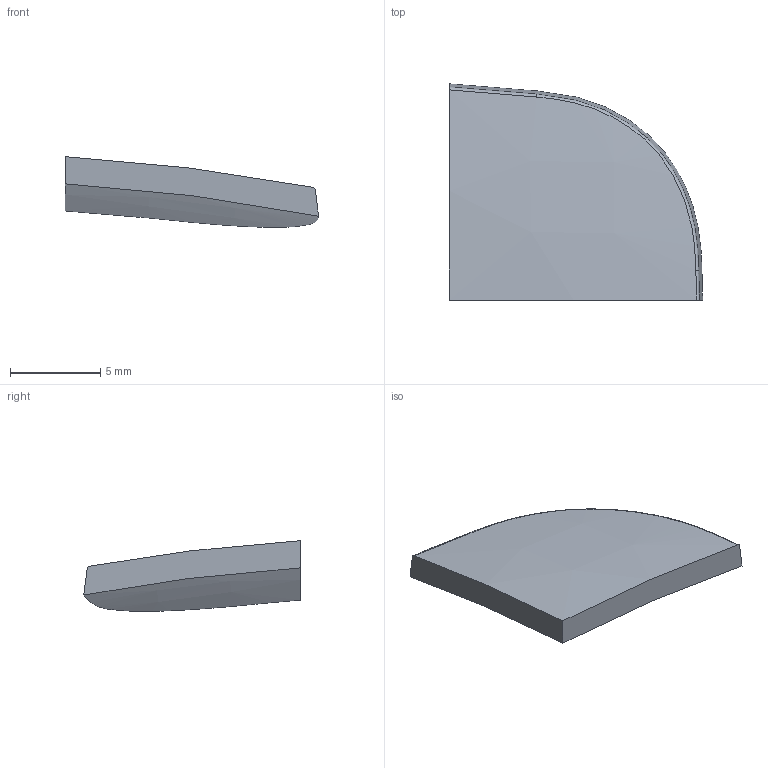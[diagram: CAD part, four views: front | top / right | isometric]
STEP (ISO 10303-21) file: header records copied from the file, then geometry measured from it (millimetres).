
FILE_DESCRIPTION(/* description */ (''),/* implementation_level */ '2;1');
FILE_NAME(/* name */ 'tangent-issue001.stp',/* time_stamp */ '2021-03-31T09:06:25+02:00',/* author */ (''),/* organization */ (''),/* preprocessor_version */ 'ST-DEVELOPER v18.1',/* originating_system */ 'SIEMENS PLM Software NX 1961',/* authorisation */ '');
FILE_SCHEMA (('AUTOMOTIVE_DESIGN { 1 0 10303 214 3 1 1 1 }'));
Length unit declared in the file: millimetre
Products named in the file (1): eobe4FF43E77tlxz
Bounding box: 14.02 x 11.98 x 3.91 mm (x, y, z)
Volume: 217 mm3; surface area: 362 mm2
Topology: 1 solids, 1 shells, 10 faces, 22 edges, 14 vertices
Faces by surface type: bspline 8, plane 2
Entity records: 514 total; most frequent: CARTESIAN_POINT 328, ORIENTED_EDGE 44, EDGE_CURVE 22, B_SPLINE_CURVE_WITH_KNOTS 21, VERTEX_POINT 14, ADVANCED_FACE 10, FACE_OUTER_BOUND 10, EDGE_LOOP 10
